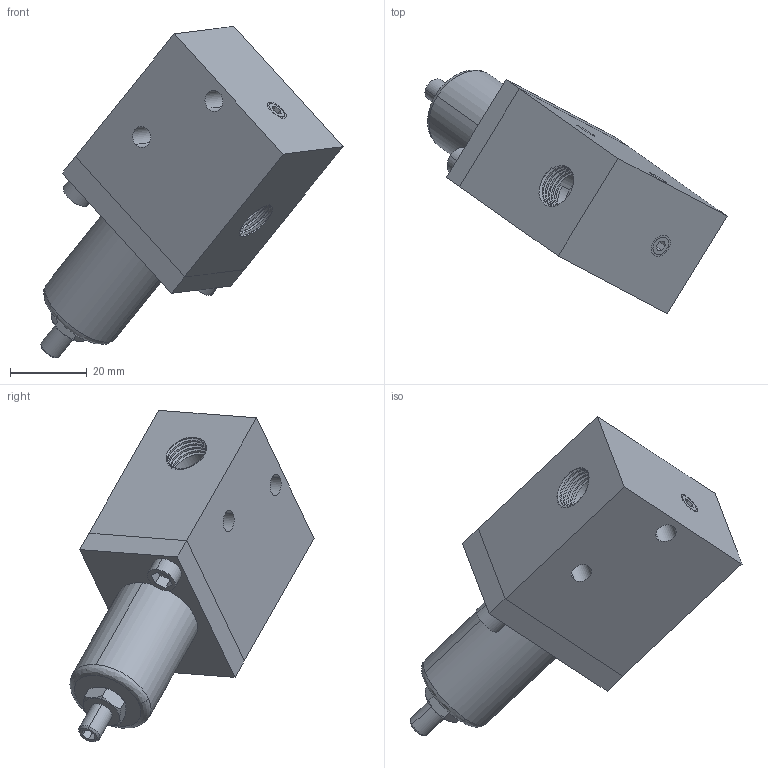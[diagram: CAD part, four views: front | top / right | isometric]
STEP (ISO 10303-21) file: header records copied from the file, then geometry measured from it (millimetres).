
FILE_DESCRIPTION (( 'STEP AP203' ), '1' );
FILE_NAME ('CSV-B_asm.STEP', '2013-05-15T02:01:13', ( '微软用户' ), ( '微软中国' ), 'SwSTEP 2.0', 'SolidWorks 2011', '' );
FILE_SCHEMA (( 'CONFIG_CONTROL_DESIGN' ));
Length unit declared in the file: millimetre
Products named in the file (14): CSV-B_asm; TANHUANG33; TANHUANG22; TANHUANG11; M6NEI; GANGQIU; M6LUOMU; M6LUOSHUAN; M6; SHANGGAI; TANHUANDIANPIAN1; QIANGAI; FAXING; SC-B1BENTI
Assembly tree (20 placements, depth 2):
  CSV-B_asm
    TANHUANG22
    M6LUOMU  x2
    TANHUANG33
    QIANGAI  x2
    TANHUANG11
    M6LUOSHUAN  x2
    SHANGGAI  x2
    FAXING
    SC-B1BENTI
    M6NEI  x2
    M6  x2
    TANHUANDIANPIAN1  x2
    GANGQIU
Bounding box: 78.91 x 63.76 x 86.51 mm (x, y, z)
Volume: 2497.3 mm3; surface area: 44325.6 mm2
Topology: 7 solids, 40 shells, 435 faces, 1024 edges, 666 vertices
Faces by surface type: cylinder 186, plane 167, cone 44, bspline 38
Entity records: 19270 total; most frequent: CARTESIAN_POINT 11370, DIRECTION 1294, ORIENTED_EDGE 1252, EDGE_CURVE 648, AXIS2_PLACEMENT_3D 514, VERTEX_POINT 426, EDGE_LOOP 328, ADVANCED_FACE 278
